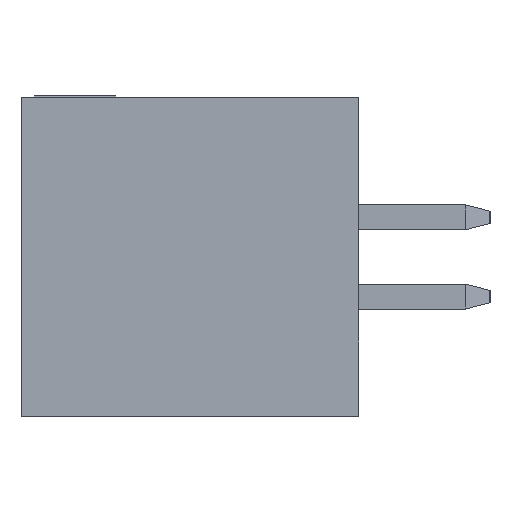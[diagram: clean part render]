
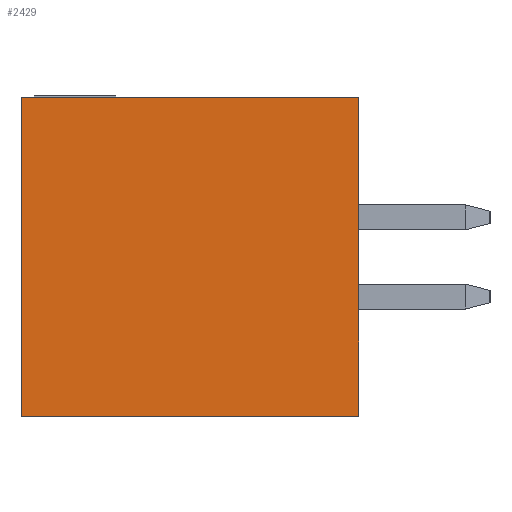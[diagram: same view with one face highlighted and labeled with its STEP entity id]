
A CAD part, left-side view. The second image highlights one B-rep face of the part: STEP entity #2429.
In plain terms, the highlighted free-form (B-spline) face has degree [1, 1] with [2, 2] control points.
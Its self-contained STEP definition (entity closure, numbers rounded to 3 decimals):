
#2429 = ADVANCED_FACE('',(#2430),#2460,.T.);
#2430 = FACE_BOUND('',#2431,.T.);
#2431 = EDGE_LOOP('',(#2432,#2441,#2448,#2455));
#2432 = ORIENTED_EDGE('',*,*,#2433,.F.);
#2433 = EDGE_CURVE('',#2434,#2436,#2438,.T.);
#2434 = VERTEX_POINT('',#2435);
#2435 = CARTESIAN_POINT('',(-9.5,5.4,2.55));
#2436 = VERTEX_POINT('',#2437);
#2437 = CARTESIAN_POINT('',(-9.5,0.,2.55));
#2438 = B_SPLINE_CURVE_WITH_KNOTS('',1,(#2439,#2440),.UNSPECIFIED.,.F.,
  .F.,(2,2),(0.,5.4),.PIECEWISE_BEZIER_KNOTS.);
#2439 = CARTESIAN_POINT('',(-9.5,5.4,2.55));
#2440 = CARTESIAN_POINT('',(-9.5,0.,2.55));
#2441 = ORIENTED_EDGE('',*,*,#2442,.F.);
#2442 = EDGE_CURVE('',#2443,#2434,#2445,.T.);
#2443 = VERTEX_POINT('',#2444);
#2444 = CARTESIAN_POINT('',(-9.5,5.4,-2.55));
#2445 = B_SPLINE_CURVE_WITH_KNOTS('',1,(#2446,#2447),.UNSPECIFIED.,.F.,
  .F.,(2,2),(0.,5.1),.PIECEWISE_BEZIER_KNOTS.);
#2446 = CARTESIAN_POINT('',(-9.5,5.4,-2.55));
#2447 = CARTESIAN_POINT('',(-9.5,5.4,2.55));
#2448 = ORIENTED_EDGE('',*,*,#2449,.F.);
#2449 = EDGE_CURVE('',#2450,#2443,#2452,.T.);
#2450 = VERTEX_POINT('',#2451);
#2451 = CARTESIAN_POINT('',(-9.5,0.,-2.55));
#2452 = B_SPLINE_CURVE_WITH_KNOTS('',1,(#2453,#2454),.UNSPECIFIED.,.F.,
  .F.,(2,2),(0.,5.4),.PIECEWISE_BEZIER_KNOTS.);
#2453 = CARTESIAN_POINT('',(-9.5,0.,-2.55));
#2454 = CARTESIAN_POINT('',(-9.5,5.4,-2.55));
#2455 = ORIENTED_EDGE('',*,*,#2456,.F.);
#2456 = EDGE_CURVE('',#2436,#2450,#2457,.T.);
#2457 = B_SPLINE_CURVE_WITH_KNOTS('',1,(#2458,#2459),.UNSPECIFIED.,.F.,
  .F.,(2,2),(0.,5.1),.PIECEWISE_BEZIER_KNOTS.);
#2458 = CARTESIAN_POINT('',(-9.5,0.,2.55));
#2459 = CARTESIAN_POINT('',(-9.5,0.,-2.55));
#2460 = B_SPLINE_SURFACE_WITH_KNOTS('',1,1,(
    (#2461,#2462)
    ,(#2463,#2464
    )),.UNSPECIFIED.,.F.,.F.,.F.,(2,2),(2,2),(0.,5.1),(0.,5.4),
  .PIECEWISE_BEZIER_KNOTS.);
#2461 = CARTESIAN_POINT('',(-9.5,0.,-2.55));
#2462 = CARTESIAN_POINT('',(-9.5,5.4,-2.55));
#2463 = CARTESIAN_POINT('',(-9.5,0.,2.55));
#2464 = CARTESIAN_POINT('',(-9.5,5.4,2.55));
